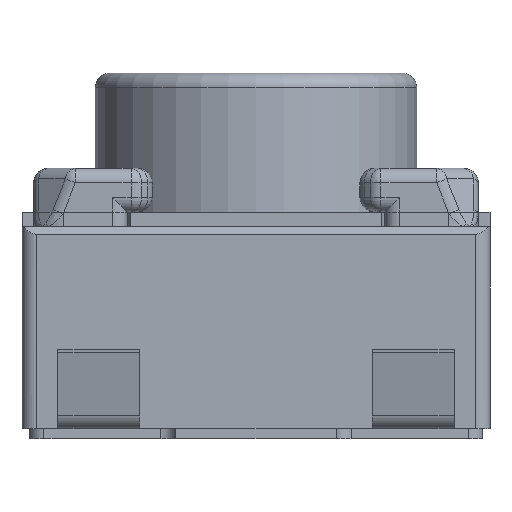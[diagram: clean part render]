
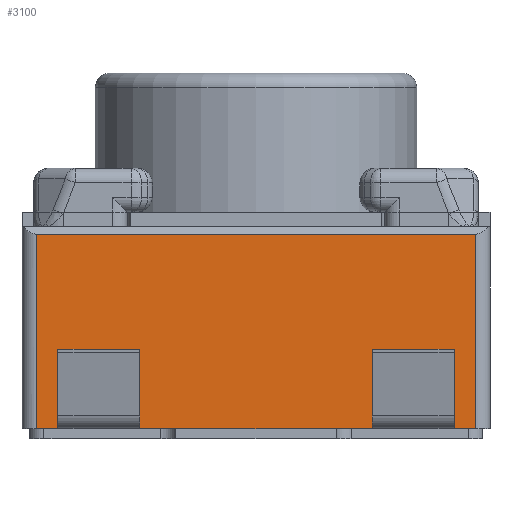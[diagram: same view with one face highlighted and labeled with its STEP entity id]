
A CAD part, left-side view. The second image highlights one B-rep face of the part: STEP entity #3100.
In plain terms, the highlighted planar face has unit normal (-1, 0, 0).
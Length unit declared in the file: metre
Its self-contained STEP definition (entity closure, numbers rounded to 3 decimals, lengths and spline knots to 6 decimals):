
#1820 = EDGE_CURVE( '', #4827, #4828, #4829, .T. );
#2000 = EDGE_CURVE( '', #5106, #5107, #5108, .T. );
#2190 = EDGE_CURVE( '', #5391, #4138, #5392, .T. );
#2704 = EDGE_CURVE( '', #6105, #5106, #6106, .T. );
#2792 = EDGE_CURVE( '', #6088, #6221, #6222, .T. );
#2906 = EDGE_CURVE( '', #5107, #6221, #6365, .T. );
#3100 = ADVANCED_FACE( '', ( #6601 ), #6602, .F. );
#3102 = EDGE_CURVE( '', #4827, #4340, #6604, .T. );
#3438 = EDGE_CURVE( '', #4828, #4230, #7010, .T. );
#3470 = EDGE_CURVE( '', #5271, #5391, #7046, .T. );
#3534 = EDGE_CURVE( '', #6088, #5271, #7119, .T. );
#3540 = EDGE_CURVE( '', #6105, #4340, #7125, .T. );
#3612 = EDGE_CURVE( '', #4230, #4138, #7210, .T. );
#4138 = VERTEX_POINT( '', #7815 );
#4230 = VERTEX_POINT( '', #7943 );
#4340 = VERTEX_POINT( '', #8098 );
#4827 = VERTEX_POINT( '', #8767 );
#4828 = VERTEX_POINT( '', #8768 );
#4829 = LINE( '', #8769, #8770 );
#5106 = VERTEX_POINT( '', #9160 );
#5107 = VERTEX_POINT( '', #9161 );
#5108 = LINE( '', #9162, #9163 );
#5271 = VERTEX_POINT( '', #9397 );
#5391 = VERTEX_POINT( '', #9582 );
#5392 = LINE( '', #9583, #9584 );
#6088 = VERTEX_POINT( '', #10619 );
#6105 = VERTEX_POINT( '', #10647 );
#6106 = LINE( '', #10648, #10649 );
#6221 = VERTEX_POINT( '', #10806 );
#6222 = LINE( '', #10807, #10808 );
#6365 = LINE( '', #11019, #11020 );
#6601 = FACE_OUTER_BOUND( '', #11388, .T. );
#6602 = PLANE( '', #11389 );
#6604 = LINE( '', #11392, #11393 );
#7010 = LINE( '', #12061, #12062 );
#7046 = LINE( '', #12117, #12118 );
#7119 = LINE( '', #12225, #12226 );
#7125 = LINE( '', #12237, #12238 );
#7210 = LINE( '', #12363, #12364 );
#7815 = CARTESIAN_POINT( '', ( -0.0021, -0.001355, 0.00007 ) );
#7943 = CARTESIAN_POINT( '', ( -0.0021, -0.0015, 0.00007 ) );
#8098 = CARTESIAN_POINT( '', ( -0.0021, 0.0015, 0.00007 ) );
#8767 = CARTESIAN_POINT( '', ( -0.0021, 0.0015, 0.0014 ) );
#8768 = CARTESIAN_POINT( '', ( -0.0021, -0.0015, 0.0014 ) );
#8769 = CARTESIAN_POINT( '', ( -0.0021, 0., 0.0014 ) );
#8770 = VECTOR( '', #13896, 1. );
#9160 = CARTESIAN_POINT( '', ( -0.0021, 0.001355, 0.00017 ) );
#9161 = CARTESIAN_POINT( '', ( -0.0021, 0.000795, 0.00017 ) );
#9162 = CARTESIAN_POINT( '', ( -0.0021, 0.000538, 0.00017 ) );
#9163 = VECTOR( '', #14251, 1. );
#9397 = CARTESIAN_POINT( '', ( -0.0021, -0.000795, 0.00017 ) );
#9582 = CARTESIAN_POINT( '', ( -0.0021, -0.001355, 0.00017 ) );
#9583 = CARTESIAN_POINT( '', ( -0.0021, -0.001355, 0.00076 ) );
#9584 = VECTOR( '', #14598, 1. );
#10619 = CARTESIAN_POINT( '', ( -0.0021, -0.000795, 0.00007 ) );
#10647 = CARTESIAN_POINT( '', ( -0.0021, 0.001355, 0.00007 ) );
#10648 = CARTESIAN_POINT( '', ( -0.0021, 0.001355, 0.00076 ) );
#10649 = VECTOR( '', #15528, 1. );
#10806 = CARTESIAN_POINT( '', ( -0.0021, 0.000795, 0.00007 ) );
#10807 = CARTESIAN_POINT( '', ( -0.0021, 0., 0.00007 ) );
#10808 = VECTOR( '', #15746, 1. );
#11019 = CARTESIAN_POINT( '', ( -0.0021, 0.000795, 0.00076 ) );
#11020 = VECTOR( '', #15957, 1. );
#11388 = EDGE_LOOP( '', ( #16289, #16290, #16291, #16292, #16293, #16294, #16295, #16296, #16297, #16298, #16299, #16300 ) );
#11389 = AXIS2_PLACEMENT_3D( '', #16301, #16302, #16303 );
#11392 = CARTESIAN_POINT( '', ( -0.0021, 0.0015, 0.00145 ) );
#11393 = VECTOR( '', #16304, 1. );
#12061 = CARTESIAN_POINT( '', ( -0.0021, -0.0015, 0.00145 ) );
#12062 = VECTOR( '', #16967, 1. );
#12117 = CARTESIAN_POINT( '', ( -0.0021, -0.000538, 0.00017 ) );
#12118 = VECTOR( '', #17018, 1. );
#12225 = CARTESIAN_POINT( '', ( -0.0021, -0.000795, 0.00076 ) );
#12226 = VECTOR( '', #17131, 1. );
#12237 = CARTESIAN_POINT( '', ( -0.0021, 0., 0.00007 ) );
#12238 = VECTOR( '', #17134, 1. );
#12363 = CARTESIAN_POINT( '', ( -0.0021, 0., 0.00007 ) );
#12364 = VECTOR( '', #17266, 1. );
#13896 = DIRECTION( '', ( 0., -1., 0. ) );
#14251 = DIRECTION( '', ( 0., -1., 0. ) );
#14598 = DIRECTION( '', ( 0., 0., -1. ) );
#15528 = DIRECTION( '', ( 0., 0., 1. ) );
#15746 = DIRECTION( '', ( 0., 1., 0. ) );
#15957 = DIRECTION( '', ( 0., 0., -1. ) );
#16289 = ORIENTED_EDGE( '', *, *, #3534, .T. );
#16290 = ORIENTED_EDGE( '', *, *, #3470, .T. );
#16291 = ORIENTED_EDGE( '', *, *, #2190, .T. );
#16292 = ORIENTED_EDGE( '', *, *, #3612, .F. );
#16293 = ORIENTED_EDGE( '', *, *, #3438, .F. );
#16294 = ORIENTED_EDGE( '', *, *, #1820, .F. );
#16295 = ORIENTED_EDGE( '', *, *, #3102, .T. );
#16296 = ORIENTED_EDGE( '', *, *, #3540, .F. );
#16297 = ORIENTED_EDGE( '', *, *, #2704, .T. );
#16298 = ORIENTED_EDGE( '', *, *, #2000, .T. );
#16299 = ORIENTED_EDGE( '', *, *, #2906, .T. );
#16300 = ORIENTED_EDGE( '', *, *, #2792, .F. );
#16301 = CARTESIAN_POINT( '', ( -0.0021, 0., 0.00145 ) );
#16302 = DIRECTION( '', ( 1., 0., 0. ) );
#16303 = DIRECTION( '', ( 0., 1., 0. ) );
#16304 = DIRECTION( '', ( 0., 0., -1. ) );
#16967 = DIRECTION( '', ( 0., 0., -1. ) );
#17018 = DIRECTION( '', ( 0., -1., 0. ) );
#17131 = DIRECTION( '', ( 0., 0., 1. ) );
#17134 = DIRECTION( '', ( 0., 1., 0. ) );
#17266 = DIRECTION( '', ( 0., 1., 0. ) );
